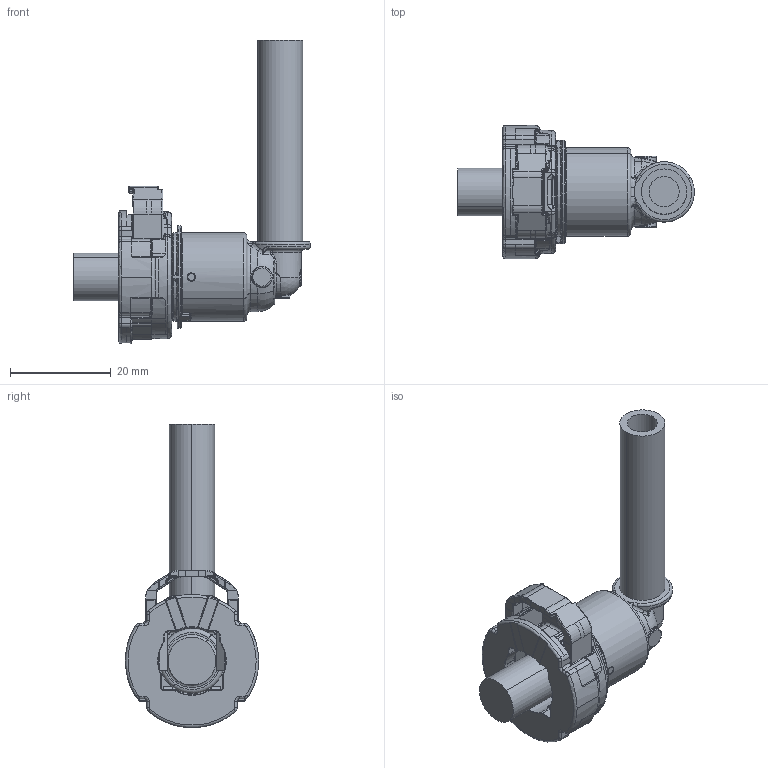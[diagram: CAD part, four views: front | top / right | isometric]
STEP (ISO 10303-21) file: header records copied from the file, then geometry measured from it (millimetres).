
FILE_DESCRIPTION(('CATIA V5 STEP','CAx-IF Rec.Pracs.--- Model Styling and Organization---1.4--- 2014-01-23'),'2;1');
FILE_NAME('Download-SV241NSL_WKU_90_GRAD_3-8-Zoll_NW6_unheated.stp','2019-08-01T06:59:37+00:00',('none'),('none'),'CATIA Version 5-6 Release 2016 SP3 HF59','CATIA V5 STEP AP214 Edition 3','none');
FILE_SCHEMA(('AUTOMOTIVE_DESIGN { 1 0 10303 214 3 1 1 1 }'));
Length unit declared in the file: millimetre
Products named in the file (1): Download-SV241NSL_WKU_90_GRAD_3-8-Zoll_NW6_unheated
Bounding box: 47.05 x 26.5 x 60.28 mm (x, y, z)
Volume: 14544 mm3; surface area: 8906.5 mm2
Topology: 4 solids, 6 shells, 1299 faces, 3260 edges, 1930 vertices
Faces by surface type: cylinder 532, bspline 246, plane 239, torus 236, sphere 28, extrusion 10, cone 8
Entity records: 57957 total; most frequent: CARTESIAN_POINT 30932, ORIENTED_EDGE 6418, DIRECTION 3999, EDGE_CURVE 3209, AXIS2_PLACEMENT_3D 2011, VERTEX_POINT 1928, EDGE_LOOP 1311, ADVANCED_FACE 1299
